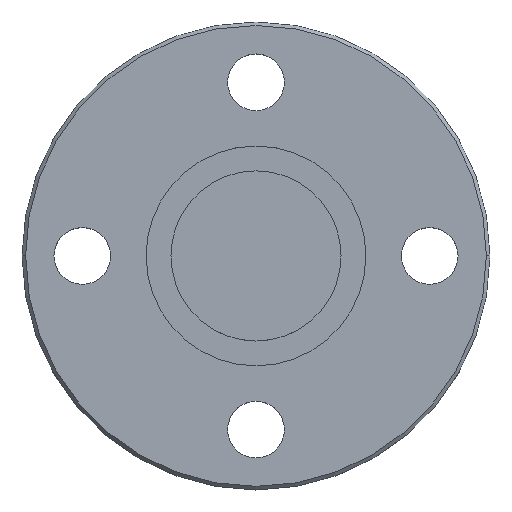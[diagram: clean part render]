
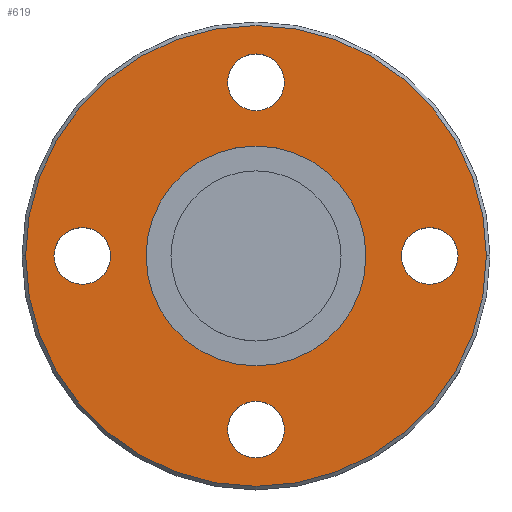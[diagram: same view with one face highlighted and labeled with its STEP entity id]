
A CAD part, top view. The second image highlights one B-rep face of the part: STEP entity #619.
In plain terms, the highlighted planar face has unit normal (0, 0, 1).
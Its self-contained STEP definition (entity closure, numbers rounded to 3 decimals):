
#10 = CARTESIAN_POINT ( 'NONE',  ( 0., 24.5, 10. ) ) ;
#13 = DIRECTION ( 'NONE',  ( 0., 0., 1. ) ) ;
#25 = EDGE_CURVE ( 'NONE', #505, #645, #276, .T. ) ;
#26 = CIRCLE ( 'NONE', #260, 15.5 ) ;
#28 = DIRECTION ( 'NONE',  ( -1., 0., 0. ) ) ;
#58 = CARTESIAN_POINT ( 'NONE',  ( 0., 0., 10. ) ) ;
#62 = DIRECTION ( 'NONE',  ( 1., 0., 0. ) ) ;
#69 = FACE_BOUND ( 'NONE', #298, .T. ) ;
#71 = DIRECTION ( 'NONE',  ( 0., 0., 1. ) ) ;
#73 = DIRECTION ( 'NONE',  ( 0., -1., 0. ) ) ;
#94 = CIRCLE ( 'NONE', #443, 4. ) ;
#103 = AXIS2_PLACEMENT_3D ( 'NONE', #364, #203, #73 ) ;
#109 = EDGE_CURVE ( 'NONE', #645, #505, #94, .T. ) ;
#111 = ORIENTED_EDGE ( 'NONE', *, *, #109, .F. ) ;
#116 = CIRCLE ( 'NONE', #216, 4. ) ;
#118 = EDGE_CURVE ( 'NONE', #321, #369, #381, .T. ) ;
#119 = FACE_OUTER_BOUND ( 'NONE', #537, .T. ) ;
#120 = AXIS2_PLACEMENT_3D ( 'NONE', #58, #691, #191 ) ;
#127 = DIRECTION ( 'NONE',  ( 0., 1., 0. ) ) ;
#128 = CIRCLE ( 'NONE', #396, 4. ) ;
#139 = CIRCLE ( 'NONE', #552, 15.5 ) ;
#143 = ORIENTED_EDGE ( 'NONE', *, *, #149, .F. ) ;
#145 = ORIENTED_EDGE ( 'NONE', *, *, #282, .F. ) ;
#149 = EDGE_CURVE ( 'NONE', #614, #554, #116, .T. ) ;
#163 = DIRECTION ( 'NONE',  ( 0., 0., 1. ) ) ;
#167 = VERTEX_POINT ( 'NONE', #596 ) ;
#179 = ORIENTED_EDGE ( 'NONE', *, *, #227, .F. ) ;
#191 = DIRECTION ( 'NONE',  ( 1., 0., 0. ) ) ;
#192 = CARTESIAN_POINT ( 'NONE',  ( -24.5, -4., 10. ) ) ;
#197 = CARTESIAN_POINT ( 'NONE',  ( 0., 24.5, 10. ) ) ;
#203 = DIRECTION ( 'NONE',  ( 0., 0., 1. ) ) ;
#205 = ORIENTED_EDGE ( 'NONE', *, *, #629, .T. ) ;
#215 = CARTESIAN_POINT ( 'NONE',  ( -4., 24.5, 10. ) ) ;
#216 = AXIS2_PLACEMENT_3D ( 'NONE', #328, #428, #28 ) ;
#221 = ORIENTED_EDGE ( 'NONE', *, *, #118, .F. ) ;
#226 = VERTEX_POINT ( 'NONE', #593 ) ;
#227 = EDGE_CURVE ( 'NONE', #167, #226, #230, .T. ) ;
#228 = VERTEX_POINT ( 'NONE', #538 ) ;
#229 = DIRECTION ( 'NONE',  ( 0., 0., 1. ) ) ;
#230 = CIRCLE ( 'NONE', #605, 4. ) ;
#236 = AXIS2_PLACEMENT_3D ( 'NONE', #10, #71, #62 ) ;
#238 = EDGE_LOOP ( 'NONE', ( #145, #143 ) ) ;
#243 = EDGE_LOOP ( 'NONE', ( #570, #179 ) ) ;
#260 = AXIS2_PLACEMENT_3D ( 'NONE', #712, #594, #550 ) ;
#276 = CIRCLE ( 'NONE', #236, 4. ) ;
#281 = ORIENTED_EDGE ( 'NONE', *, *, #562, .F. ) ;
#282 = EDGE_CURVE ( 'NONE', #554, #614, #417, .T. ) ;
#297 = DIRECTION ( 'NONE',  ( -1., 0., 0. ) ) ;
#298 = EDGE_LOOP ( 'NONE', ( #281, #425 ) ) ;
#302 = EDGE_CURVE ( 'NONE', #226, #167, #392, .T. ) ;
#321 = VERTEX_POINT ( 'NONE', #192 ) ;
#328 = CARTESIAN_POINT ( 'NONE',  ( 0., -24.5, 10. ) ) ;
#334 = AXIS2_PLACEMENT_3D ( 'NONE', #565, #731, #297 ) ;
#335 = ORIENTED_EDGE ( 'NONE', *, *, #25, .F. ) ;
#344 = CARTESIAN_POINT ( 'NONE',  ( -32.5, 0., 10. ) ) ;
#347 = PLANE ( 'NONE',  #334 ) ;
#356 = DIRECTION ( 'NONE',  ( 0., 0., 1. ) ) ;
#364 = CARTESIAN_POINT ( 'NONE',  ( 24.5, 0., 10. ) ) ;
#369 = VERTEX_POINT ( 'NONE', #419 ) ;
#377 = DIRECTION ( 'NONE',  ( 0., -1., 0. ) ) ;
#381 = CIRCLE ( 'NONE', #597, 4. ) ;
#386 = CARTESIAN_POINT ( 'NONE',  ( 0., 0., 10. ) ) ;
#392 = CIRCLE ( 'NONE', #103, 4. ) ;
#396 = AXIS2_PLACEMENT_3D ( 'NONE', #447, #598, #659 ) ;
#399 = EDGE_LOOP ( 'NONE', ( #111, #335 ) ) ;
#404 = FACE_BOUND ( 'NONE', #238, .T. ) ;
#411 = FACE_BOUND ( 'NONE', #243, .T. ) ;
#417 = CIRCLE ( 'NONE', #510, 4. ) ;
#419 = CARTESIAN_POINT ( 'NONE',  ( -24.5, 4., 10. ) ) ;
#425 = ORIENTED_EDGE ( 'NONE', *, *, #436, .F. ) ;
#428 = DIRECTION ( 'NONE',  ( 0., 0., 1. ) ) ;
#434 = DIRECTION ( 'NONE',  ( 0., 0., 1. ) ) ;
#436 = EDGE_CURVE ( 'NONE', #549, #703, #26, .T. ) ;
#443 = AXIS2_PLACEMENT_3D ( 'NONE', #197, #580, #536 ) ;
#447 = CARTESIAN_POINT ( 'NONE',  ( -24.5, 0., 10. ) ) ;
#450 = EDGE_CURVE ( 'NONE', #369, #321, #128, .T. ) ;
#461 = DIRECTION ( 'NONE',  ( 1., 0., 0. ) ) ;
#466 = ORIENTED_EDGE ( 'NONE', *, *, #450, .F. ) ;
#492 = CARTESIAN_POINT ( 'NONE',  ( 24.5, 0., 10. ) ) ;
#505 = VERTEX_POINT ( 'NONE', #215 ) ;
#506 = EDGE_CURVE ( 'NONE', #228, #557, #669, .T. ) ;
#509 = CARTESIAN_POINT ( 'NONE',  ( 4., -24.5, 10. ) ) ;
#510 = AXIS2_PLACEMENT_3D ( 'NONE', #702, #13, #584 ) ;
#512 = CARTESIAN_POINT ( 'NONE',  ( -4., -24.5, 10. ) ) ;
#536 = DIRECTION ( 'NONE',  ( 1., 0., 0. ) ) ;
#537 = EDGE_LOOP ( 'NONE', ( #205, #542 ) ) ;
#538 = CARTESIAN_POINT ( 'NONE',  ( 32.5, 0., 10. ) ) ;
#542 = ORIENTED_EDGE ( 'NONE', *, *, #506, .T. ) ;
#549 = VERTEX_POINT ( 'NONE', #708 ) ;
#550 = DIRECTION ( 'NONE',  ( 1., 0., 0. ) ) ;
#552 = AXIS2_PLACEMENT_3D ( 'NONE', #567, #229, #461 ) ;
#554 = VERTEX_POINT ( 'NONE', #512 ) ;
#557 = VERTEX_POINT ( 'NONE', #344 ) ;
#562 = EDGE_CURVE ( 'NONE', #703, #549, #139, .T. ) ;
#565 = CARTESIAN_POINT ( 'NONE',  ( 0., 32.5, 10. ) ) ;
#567 = CARTESIAN_POINT ( 'NONE',  ( 0., 0., 10. ) ) ;
#570 = ORIENTED_EDGE ( 'NONE', *, *, #302, .F. ) ;
#572 = AXIS2_PLACEMENT_3D ( 'NONE', #386, #163, #602 ) ;
#580 = DIRECTION ( 'NONE',  ( 0., 0., 1. ) ) ;
#584 = DIRECTION ( 'NONE',  ( -1., 0., 0. ) ) ;
#593 = CARTESIAN_POINT ( 'NONE',  ( 24.5, -4., 10. ) ) ;
#594 = DIRECTION ( 'NONE',  ( 0., 0., 1. ) ) ;
#596 = CARTESIAN_POINT ( 'NONE',  ( 24.5, 4., 10. ) ) ;
#597 = AXIS2_PLACEMENT_3D ( 'NONE', #625, #356, #127 ) ;
#598 = DIRECTION ( 'NONE',  ( 0., 0., 1. ) ) ;
#602 = DIRECTION ( 'NONE',  ( 1., 0., 0. ) ) ;
#605 = AXIS2_PLACEMENT_3D ( 'NONE', #492, #434, #377 ) ;
#606 = CIRCLE ( 'NONE', #120, 32.5 ) ;
#614 = VERTEX_POINT ( 'NONE', #509 ) ;
#619 = ADVANCED_FACE ( 'NONE', ( #672, #404, #411, #626, #69, #119 ), #347, .F. ) ;
#625 = CARTESIAN_POINT ( 'NONE',  ( -24.5, 0., 10. ) ) ;
#626 = FACE_BOUND ( 'NONE', #399, .T. ) ;
#629 = EDGE_CURVE ( 'NONE', #557, #228, #606, .T. ) ;
#645 = VERTEX_POINT ( 'NONE', #728 ) ;
#659 = DIRECTION ( 'NONE',  ( 0., 1., 0. ) ) ;
#668 = EDGE_LOOP ( 'NONE', ( #466, #221 ) ) ;
#669 = CIRCLE ( 'NONE', #572, 32.5 ) ;
#672 = FACE_BOUND ( 'NONE', #668, .T. ) ;
#678 = CARTESIAN_POINT ( 'NONE',  ( 15.5, 0., 10. ) ) ;
#691 = DIRECTION ( 'NONE',  ( 0., 0., 1. ) ) ;
#702 = CARTESIAN_POINT ( 'NONE',  ( 0., -24.5, 10. ) ) ;
#703 = VERTEX_POINT ( 'NONE', #678 ) ;
#708 = CARTESIAN_POINT ( 'NONE',  ( -15.5, 0., 10. ) ) ;
#712 = CARTESIAN_POINT ( 'NONE',  ( 0., 0., 10. ) ) ;
#728 = CARTESIAN_POINT ( 'NONE',  ( 4., 24.5, 10. ) ) ;
#731 = DIRECTION ( 'NONE',  ( 0., 0., -1. ) ) ;
